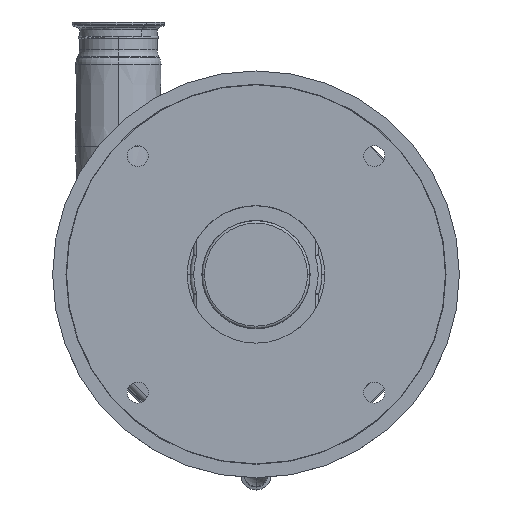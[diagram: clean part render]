
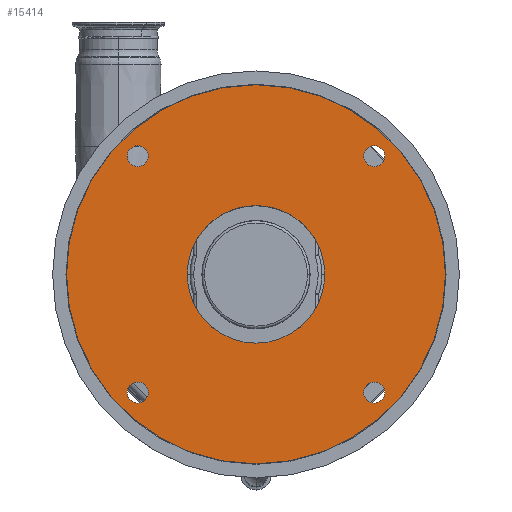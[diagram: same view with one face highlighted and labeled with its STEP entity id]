
A CAD part, top view. The second image highlights one B-rep face of the part: STEP entity #15414.
In plain terms, the highlighted planar face has unit normal (0, 0, 1).
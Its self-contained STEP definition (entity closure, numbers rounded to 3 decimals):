
#3 = ORIENTED_EDGE ( 'NONE', *, *, #11572, .F. ) ;
#191 = FACE_BOUND ( 'NONE', #8025, .T. ) ;
#412 = DIRECTION ( 'NONE',  ( 0., 0., 1. ) ) ;
#425 = AXIS2_PLACEMENT_3D ( 'NONE', #12471, #429, #1556 ) ;
#429 = DIRECTION ( 'NONE',  ( 0., 0., 1. ) ) ;
#780 = VERTEX_POINT ( 'NONE', #14249 ) ;
#951 = VERTEX_POINT ( 'NONE', #12420 ) ;
#1105 = ORIENTED_EDGE ( 'NONE', *, *, #8407, .T. ) ;
#1133 = DIRECTION ( 'NONE',  ( 0., 0., 1. ) ) ;
#1355 = AXIS2_PLACEMENT_3D ( 'NONE', #13515, #1133, #6115 ) ;
#1518 = VERTEX_POINT ( 'NONE', #2017 ) ;
#1556 = DIRECTION ( 'NONE',  ( 1., 0., 0. ) ) ;
#2017 = CARTESIAN_POINT ( 'NONE',  ( 90.033, -98.783, 190.5 ) ) ;
#2118 = DIRECTION ( 'NONE',  ( 1., 0., 0. ) ) ;
#2171 = VERTEX_POINT ( 'NONE', #15605 ) ;
#2395 = CARTESIAN_POINT ( 'NONE',  ( 0., 0., 190.5 ) ) ;
#2633 = CARTESIAN_POINT ( 'NONE',  ( 98.783, 98.783, 190.5 ) ) ;
#2788 = EDGE_LOOP ( 'NONE', ( #15944, #8938 ) ) ;
#2889 = AXIS2_PLACEMENT_3D ( 'NONE', #7911, #12554, #7657 ) ;
#2906 = DIRECTION ( 'NONE',  ( 1., 0., 0. ) ) ;
#3042 = AXIS2_PLACEMENT_3D ( 'NONE', #2395, #7350, #12323 ) ;
#3116 = CARTESIAN_POINT ( 'NONE',  ( -90.033, -98.783, 190.5 ) ) ;
#3258 = VERTEX_POINT ( 'NONE', #13388 ) ;
#3320 = ORIENTED_EDGE ( 'NONE', *, *, #9546, .F. ) ;
#3405 = CIRCLE ( 'NONE', #6241, 8.75 ) ;
#3573 = EDGE_LOOP ( 'NONE', ( #3, #15624 ) ) ;
#3681 = CIRCLE ( 'NONE', #4467, 158.4 ) ;
#3683 = ORIENTED_EDGE ( 'NONE', *, *, #9492, .F. ) ;
#3698 = AXIS2_PLACEMENT_3D ( 'NONE', #8823, #11267, #13788 ) ;
#3722 = ORIENTED_EDGE ( 'NONE', *, *, #10622, .F. ) ;
#4054 = ORIENTED_EDGE ( 'NONE', *, *, #11244, .F. ) ;
#4117 = VERTEX_POINT ( 'NONE', #3116 ) ;
#4467 = AXIS2_PLACEMENT_3D ( 'NONE', #10466, #11163, #13540 ) ;
#4841 = EDGE_CURVE ( 'NONE', #16102, #13642, #14994, .T. ) ;
#5133 = EDGE_CURVE ( 'NONE', #1518, #951, #7438, .T. ) ;
#5263 = DIRECTION ( 'NONE',  ( 1., 0., 0. ) ) ;
#5384 = CARTESIAN_POINT ( 'NONE',  ( 98.783, -98.783, 190.5 ) ) ;
#5532 = EDGE_LOOP ( 'NONE', ( #13293, #3320 ) ) ;
#5588 = CIRCLE ( 'NONE', #11016, 57.5 ) ;
#5785 = CIRCLE ( 'NONE', #7324, 8.75 ) ;
#5790 = CARTESIAN_POINT ( 'NONE',  ( 57.5, 0., 190.5 ) ) ;
#5851 = AXIS2_PLACEMENT_3D ( 'NONE', #14195, #11828, #2118 ) ;
#5983 = ORIENTED_EDGE ( 'NONE', *, *, #15186, .F. ) ;
#6034 = CARTESIAN_POINT ( 'NONE',  ( -158.4, 0., 190.5 ) ) ;
#6115 = DIRECTION ( 'NONE',  ( 1., 0., 0. ) ) ;
#6241 = AXIS2_PLACEMENT_3D ( 'NONE', #6911, #9503, #2906 ) ;
#6306 = FACE_BOUND ( 'NONE', #3573, .T. ) ;
#6707 = DIRECTION ( 'NONE',  ( 0., 0., 1. ) ) ;
#6768 = DIRECTION ( 'NONE',  ( 1., 0., 0. ) ) ;
#6911 = CARTESIAN_POINT ( 'NONE',  ( -98.783, 98.783, 190.5 ) ) ;
#7324 = AXIS2_PLACEMENT_3D ( 'NONE', #14144, #7950, #5263 ) ;
#7350 = DIRECTION ( 'NONE',  ( 0., 0., 1. ) ) ;
#7438 = CIRCLE ( 'NONE', #425, 8.75 ) ;
#7588 = FACE_BOUND ( 'NONE', #5532, .T. ) ;
#7657 = DIRECTION ( 'NONE',  ( 1., 0., 0. ) ) ;
#7903 = ORIENTED_EDGE ( 'NONE', *, *, #11631, .T. ) ;
#7911 = CARTESIAN_POINT ( 'NONE',  ( -98.783, 98.783, 190.5 ) ) ;
#7950 = DIRECTION ( 'NONE',  ( 0., 0., 1. ) ) ;
#8025 = EDGE_LOOP ( 'NONE', ( #4054, #3683 ) ) ;
#8176 = CIRCLE ( 'NONE', #13890, 8.75 ) ;
#8383 = CIRCLE ( 'NONE', #1355, 8.75 ) ;
#8407 = EDGE_CURVE ( 'NONE', #3258, #12345, #3681, .T. ) ;
#8803 = DIRECTION ( 'NONE',  ( 1., 0., 0. ) ) ;
#8823 = CARTESIAN_POINT ( 'NONE',  ( 0., 0., 190.5 ) ) ;
#8907 = FACE_BOUND ( 'NONE', #13882, .T. ) ;
#8925 = VERTEX_POINT ( 'NONE', #11534 ) ;
#8938 = ORIENTED_EDGE ( 'NONE', *, *, #10996, .F. ) ;
#9025 = EDGE_CURVE ( 'NONE', #15463, #8925, #3405, .T. ) ;
#9385 = AXIS2_PLACEMENT_3D ( 'NONE', #2633, #6707, #14024 ) ;
#9492 = EDGE_CURVE ( 'NONE', #2171, #780, #12238, .T. ) ;
#9503 = DIRECTION ( 'NONE',  ( 0., 0., 1. ) ) ;
#9509 = EDGE_LOOP ( 'NONE', ( #1105, #7903 ) ) ;
#9546 = EDGE_CURVE ( 'NONE', #8925, #15463, #12253, .T. ) ;
#10126 = PLANE ( 'NONE',  #3698 ) ;
#10295 = FACE_OUTER_BOUND ( 'NONE', #9509, .T. ) ;
#10466 = CARTESIAN_POINT ( 'NONE',  ( 0., 0., 190.5 ) ) ;
#10622 = EDGE_CURVE ( 'NONE', #15269, #4117, #8383, .T. ) ;
#10996 = EDGE_CURVE ( 'NONE', #13642, #16102, #5588, .T. ) ;
#11016 = AXIS2_PLACEMENT_3D ( 'NONE', #15418, #412, #6768 ) ;
#11163 = DIRECTION ( 'NONE',  ( 0., 0., 1. ) ) ;
#11244 = EDGE_CURVE ( 'NONE', #780, #2171, #12585, .T. ) ;
#11267 = DIRECTION ( 'NONE',  ( 0., 0., 1. ) ) ;
#11349 = FACE_BOUND ( 'NONE', #2788, .T. ) ;
#11401 = CARTESIAN_POINT ( 'NONE',  ( -57.5, 0., 190.5 ) ) ;
#11533 = CARTESIAN_POINT ( 'NONE',  ( 98.783, 98.783, 190.5 ) ) ;
#11534 = CARTESIAN_POINT ( 'NONE',  ( -107.533, 98.783, 190.5 ) ) ;
#11572 = EDGE_CURVE ( 'NONE', #951, #1518, #8176, .T. ) ;
#11631 = EDGE_CURVE ( 'NONE', #12345, #3258, #13634, .T. ) ;
#11820 = AXIS2_PLACEMENT_3D ( 'NONE', #11533, #13819, #12674 ) ;
#11828 = DIRECTION ( 'NONE',  ( 0., 0., 1. ) ) ;
#12238 = CIRCLE ( 'NONE', #9385, 8.75 ) ;
#12253 = CIRCLE ( 'NONE', #2889, 8.75 ) ;
#12323 = DIRECTION ( 'NONE',  ( 1., 0., 0. ) ) ;
#12345 = VERTEX_POINT ( 'NONE', #6034 ) ;
#12412 = CARTESIAN_POINT ( 'NONE',  ( -107.533, -98.783, 190.5 ) ) ;
#12420 = CARTESIAN_POINT ( 'NONE',  ( 107.533, -98.783, 190.5 ) ) ;
#12471 = CARTESIAN_POINT ( 'NONE',  ( 98.783, -98.783, 190.5 ) ) ;
#12554 = DIRECTION ( 'NONE',  ( 0., 0., 1. ) ) ;
#12585 = CIRCLE ( 'NONE', #11820, 8.75 ) ;
#12632 = DIRECTION ( 'NONE',  ( 0., 0., 1. ) ) ;
#12674 = DIRECTION ( 'NONE',  ( 1., 0., 0. ) ) ;
#13293 = ORIENTED_EDGE ( 'NONE', *, *, #9025, .F. ) ;
#13388 = CARTESIAN_POINT ( 'NONE',  ( 158.4, 0., 190.5 ) ) ;
#13515 = CARTESIAN_POINT ( 'NONE',  ( -98.783, -98.783, 190.5 ) ) ;
#13540 = DIRECTION ( 'NONE',  ( 1., 0., 0. ) ) ;
#13634 = CIRCLE ( 'NONE', #5851, 158.4 ) ;
#13642 = VERTEX_POINT ( 'NONE', #11401 ) ;
#13788 = DIRECTION ( 'NONE',  ( 1., 0., 0. ) ) ;
#13819 = DIRECTION ( 'NONE',  ( 0., 0., 1. ) ) ;
#13882 = EDGE_LOOP ( 'NONE', ( #5983, #3722 ) ) ;
#13890 = AXIS2_PLACEMENT_3D ( 'NONE', #5384, #12632, #8803 ) ;
#14024 = DIRECTION ( 'NONE',  ( 1., 0., 0. ) ) ;
#14144 = CARTESIAN_POINT ( 'NONE',  ( -98.783, -98.783, 190.5 ) ) ;
#14195 = CARTESIAN_POINT ( 'NONE',  ( 0., 0., 190.5 ) ) ;
#14249 = CARTESIAN_POINT ( 'NONE',  ( 107.533, 98.783, 190.5 ) ) ;
#14593 = CARTESIAN_POINT ( 'NONE',  ( -90.033, 98.783, 190.5 ) ) ;
#14994 = CIRCLE ( 'NONE', #3042, 57.5 ) ;
#15186 = EDGE_CURVE ( 'NONE', #4117, #15269, #5785, .T. ) ;
#15269 = VERTEX_POINT ( 'NONE', #12412 ) ;
#15414 = ADVANCED_FACE ( 'NONE', ( #10295, #7588, #8907, #6306, #191, #11349 ), #10126, .T. ) ;
#15418 = CARTESIAN_POINT ( 'NONE',  ( 0., 0., 190.5 ) ) ;
#15463 = VERTEX_POINT ( 'NONE', #14593 ) ;
#15605 = CARTESIAN_POINT ( 'NONE',  ( 90.033, 98.783, 190.5 ) ) ;
#15624 = ORIENTED_EDGE ( 'NONE', *, *, #5133, .F. ) ;
#15944 = ORIENTED_EDGE ( 'NONE', *, *, #4841, .F. ) ;
#16102 = VERTEX_POINT ( 'NONE', #5790 ) ;
